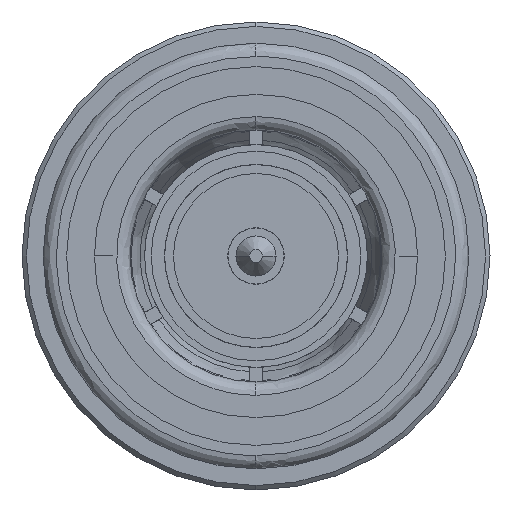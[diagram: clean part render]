
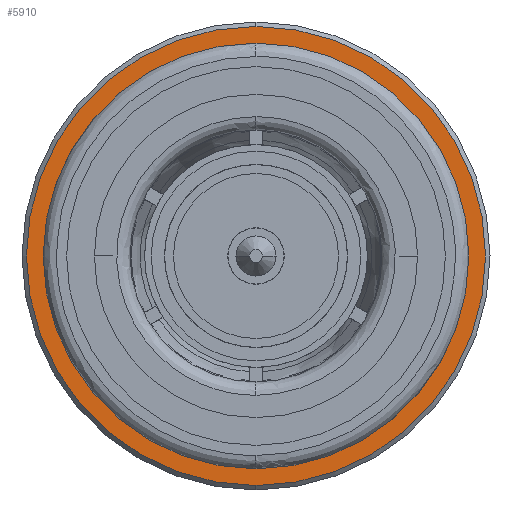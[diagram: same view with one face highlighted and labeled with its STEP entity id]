
A CAD part, left-side view. The second image highlights one B-rep face of the part: STEP entity #5910.
In plain terms, the highlighted planar face has unit normal (-1, 0, 0).
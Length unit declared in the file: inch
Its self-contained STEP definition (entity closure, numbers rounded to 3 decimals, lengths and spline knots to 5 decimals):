
#876 = AXIS2_PLACEMENT_3D ( 'NONE', #6791, #14646, #14567 ) ;
#1067 = DIRECTION ( 'NONE',  ( 1., 0., 0. ) ) ;
#1496 = EDGE_CURVE ( 'NONE', #10151, #4101, #13688, .T. ) ;
#1810 = AXIS2_PLACEMENT_3D ( 'NONE', #5071, #5150, #10802 ) ;
#2119 = AXIS2_PLACEMENT_3D ( 'NONE', #11208, #6615, #8812 ) ;
#3902 = VERTEX_POINT ( 'NONE', #9843 ) ;
#4101 = VERTEX_POINT ( 'NONE', #11834 ) ;
#4210 = FACE_OUTER_BOUND ( 'NONE', #11561, .T. ) ;
#4286 = PLANE ( 'NONE',  #2119 ) ;
#4818 = ORIENTED_EDGE ( 'NONE', *, *, #1496, .F. ) ;
#4899 = EDGE_CURVE ( 'NONE', #3902, #12928, #9758, .T. ) ;
#5071 = CARTESIAN_POINT ( 'NONE',  ( 16.50684, -2.35973, 0. ) ) ;
#5150 = DIRECTION ( 'NONE',  ( 1., 0., 0. ) ) ;
#5353 = DIRECTION ( 'NONE',  ( 0., 0., -1. ) ) ;
#5910 = ADVANCED_FACE ( 'NONE', ( #6534, #4210 ), #4286, .T. ) ;
#6171 = DIRECTION ( 'NONE',  ( 1., 0., 0. ) ) ;
#6534 = FACE_BOUND ( 'NONE', #12659, .T. ) ;
#6615 = DIRECTION ( 'NONE',  ( -1., 0., 0. ) ) ;
#6791 = CARTESIAN_POINT ( 'NONE',  ( 16.50684, -2.35973, 0. ) ) ;
#6845 = CIRCLE ( 'NONE', #10471, 0.18799 ) ;
#6997 = ORIENTED_EDGE ( 'NONE', *, *, #12498, .F. ) ;
#8209 = CARTESIAN_POINT ( 'NONE',  ( 16.50684, -2.35973, 0.18799 ) ) ;
#8812 = DIRECTION ( 'NONE',  ( 0., 0., 1. ) ) ;
#9126 = CARTESIAN_POINT ( 'NONE',  ( 16.50684, -2.35973, 0. ) ) ;
#9758 = CIRCLE ( 'NONE', #1810, 0.18799 ) ;
#9843 = CARTESIAN_POINT ( 'NONE',  ( 16.50684, -2.35973, -0.18799 ) ) ;
#10151 = VERTEX_POINT ( 'NONE', #14802 ) ;
#10471 = AXIS2_PLACEMENT_3D ( 'NONE', #14171, #6171, #14680 ) ;
#10564 = AXIS2_PLACEMENT_3D ( 'NONE', #9126, #1067, #5353 ) ;
#10802 = DIRECTION ( 'NONE',  ( 0., 0., -1. ) ) ;
#11208 = CARTESIAN_POINT ( 'NONE',  ( 16.50684, -2.56248, 0. ) ) ;
#11215 = ORIENTED_EDGE ( 'NONE', *, *, #4899, .T. ) ;
#11561 = EDGE_LOOP ( 'NONE', ( #6997, #4818 ) ) ;
#11834 = CARTESIAN_POINT ( 'NONE',  ( 16.50684, -2.35973, -0.20276 ) ) ;
#12498 = EDGE_CURVE ( 'NONE', #4101, #10151, #12678, .T. ) ;
#12659 = EDGE_LOOP ( 'NONE', ( #11215, #12902 ) ) ;
#12678 = CIRCLE ( 'NONE', #876, 0.20276 ) ;
#12902 = ORIENTED_EDGE ( 'NONE', *, *, #13142, .T. ) ;
#12928 = VERTEX_POINT ( 'NONE', #8209 ) ;
#13142 = EDGE_CURVE ( 'NONE', #12928, #3902, #6845, .T. ) ;
#13688 = CIRCLE ( 'NONE', #10564, 0.20276 ) ;
#14171 = CARTESIAN_POINT ( 'NONE',  ( 16.50684, -2.35973, 0. ) ) ;
#14567 = DIRECTION ( 'NONE',  ( 0., 0., -1. ) ) ;
#14646 = DIRECTION ( 'NONE',  ( 1., 0., 0. ) ) ;
#14680 = DIRECTION ( 'NONE',  ( 0., 0., -1. ) ) ;
#14802 = CARTESIAN_POINT ( 'NONE',  ( 16.50684, -2.35973, 0.20276 ) ) ;
